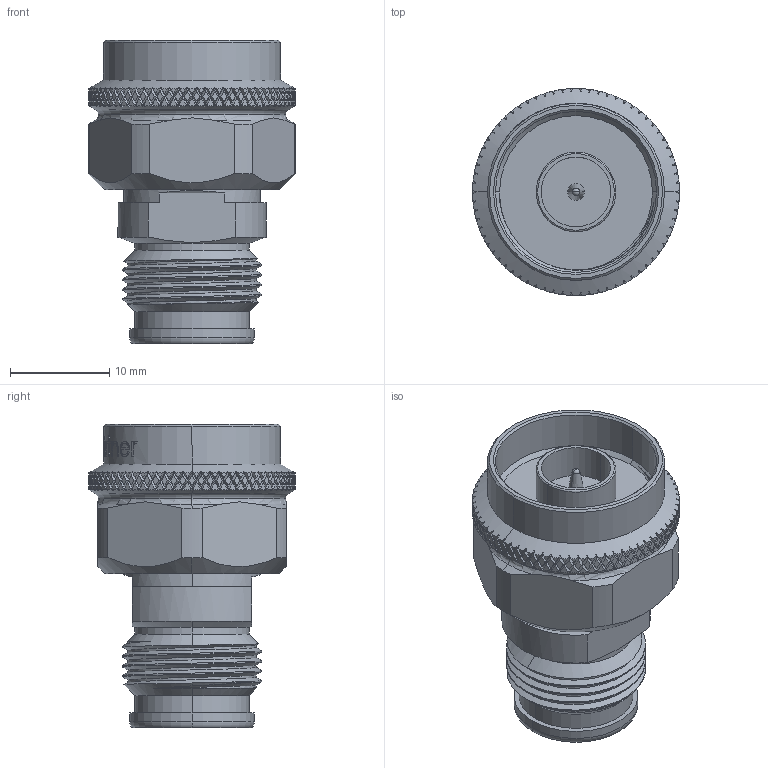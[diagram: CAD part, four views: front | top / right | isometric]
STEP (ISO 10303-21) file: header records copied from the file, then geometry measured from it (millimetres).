
FILE_DESCRIPTION (( 'STEP AP214' ), '1' );
FILE_NAME ('J01027A0034.STEP', '2018-08-02T11:29:06', ( '' ), ( '' ), 'SwSTEP 2.0', 'SolidWorks 2017', '' );
FILE_SCHEMA (( 'AUTOMOTIVE_DESIGN' ));
Length unit declared in the file: millimetre
Products named in the file (1): J01027A0034
Bounding box: 20.8 x 20.8 x 30.5 mm (x, y, z)
Volume: 5156.9 mm3; surface area: 3085.2 mm2
Topology: 1 solids, 1 shells, 1712 faces, 3932 edges, 2257 vertices
Faces by surface type: plane 1229, cylinder 285, bspline 89, cone 72, torus 37
Entity records: 75759 total; most frequent: CARTESIAN_POINT 23343, ORIENTED_EDGE 7864, DIRECTION 5730, EDGE_CURVE 3932, VERTEX_POINT 2257, AXIS2_PLACEMENT_3D 2029, EDGE_LOOP 1747, UNCERTAINTY_MEASURE_WITH_UNIT 1712
